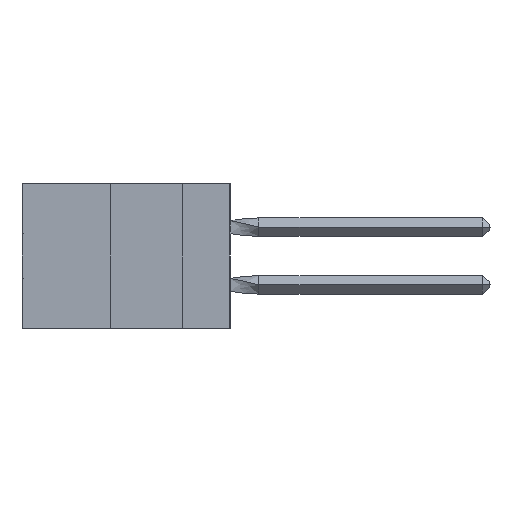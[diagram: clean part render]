
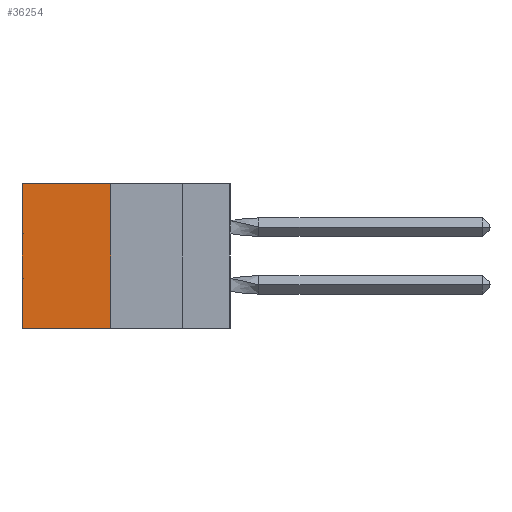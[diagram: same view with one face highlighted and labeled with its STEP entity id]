
A CAD part, left-side view. The second image highlights one B-rep face of the part: STEP entity #36254.
In plain terms, the highlighted planar face has unit normal (-1, 0, 0).
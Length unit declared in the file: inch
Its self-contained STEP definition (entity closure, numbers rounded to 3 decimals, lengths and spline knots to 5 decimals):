
#2426 = VERTEX_POINT ( 'NONE', #7948 ) ;
#2633 = VERTEX_POINT ( 'NONE', #7422 ) ;
#3195 = DIRECTION ( 'NONE',  ( 0., 1., 0. ) ) ;
#3363 = CARTESIAN_POINT ( 'NONE',  ( 0.305, 0.413, 0. ) ) ;
#3631 = ORIENTED_EDGE ( 'NONE', *, *, #6399, .F. ) ;
#6399 = EDGE_CURVE ( 'NONE', #2426, #2633, #9343, .T. ) ;
#7104 = EDGE_CURVE ( 'NONE', #42786, #2426, #46597, .T. ) ;
#7422 = CARTESIAN_POINT ( 'NONE',  ( 0.305, 0.72, -0.5 ) ) ;
#7948 = CARTESIAN_POINT ( 'NONE',  ( 0.305, 0.413, -0.5 ) ) ;
#8310 = AXIS2_PLACEMENT_3D ( 'NONE', #38374, #23921, #16045 ) ;
#8395 = CARTESIAN_POINT ( 'NONE',  ( 0.305, 0.72, 0. ) ) ;
#8860 = PLANE ( 'NONE',  #8310 ) ;
#9343 = LINE ( 'NONE', #35611, #42615 ) ;
#10691 = DIRECTION ( 'NONE',  ( 0., 0., -1. ) ) ;
#11182 = ORIENTED_EDGE ( 'NONE', *, *, #7104, .F. ) ;
#11975 = FACE_OUTER_BOUND ( 'NONE', #32957, .T. ) ;
#16045 = DIRECTION ( 'NONE',  ( 0., 0., -1. ) ) ;
#16727 = CARTESIAN_POINT ( 'NONE',  ( 0.305, 0.72, -0.5 ) ) ;
#17083 = CARTESIAN_POINT ( 'NONE',  ( 0.305, 0.413, -0.5 ) ) ;
#23100 = CARTESIAN_POINT ( 'NONE',  ( 0.305, 0.413, 0. ) ) ;
#23921 = DIRECTION ( 'NONE',  ( 1., 0., 0. ) ) ;
#23941 = LINE ( 'NONE', #3363, #30275 ) ;
#24101 = EDGE_CURVE ( 'NONE', #42786, #27257, #23941, .T. ) ;
#27257 = VERTEX_POINT ( 'NONE', #8395 ) ;
#27796 = ORIENTED_EDGE ( 'NONE', *, *, #45507, .T. ) ;
#30275 = VECTOR ( 'NONE', #3195, 39.37008 ) ;
#31141 = LINE ( 'NONE', #16727, #33485 ) ;
#32957 = EDGE_LOOP ( 'NONE', ( #27796, #3631, #11182, #34176 ) ) ;
#33408 = VECTOR ( 'NONE', #10691, 39.37008 ) ;
#33485 = VECTOR ( 'NONE', #38585, 39.37008 ) ;
#34176 = ORIENTED_EDGE ( 'NONE', *, *, #24101, .T. ) ;
#35611 = CARTESIAN_POINT ( 'NONE',  ( 0.305, 0.413, -0.5 ) ) ;
#36254 = ADVANCED_FACE ( 'NONE', ( #11975 ), #8860, .F. ) ;
#38374 = CARTESIAN_POINT ( 'NONE',  ( 0.305, 0.413, -0.5 ) ) ;
#38585 = DIRECTION ( 'NONE',  ( 0., 0., -1. ) ) ;
#42615 = VECTOR ( 'NONE', #44863, 39.37008 ) ;
#42786 = VERTEX_POINT ( 'NONE', #23100 ) ;
#44863 = DIRECTION ( 'NONE',  ( 0., 1., 0. ) ) ;
#45507 = EDGE_CURVE ( 'NONE', #27257, #2633, #31141, .T. ) ;
#46597 = LINE ( 'NONE', #17083, #33408 ) ;
